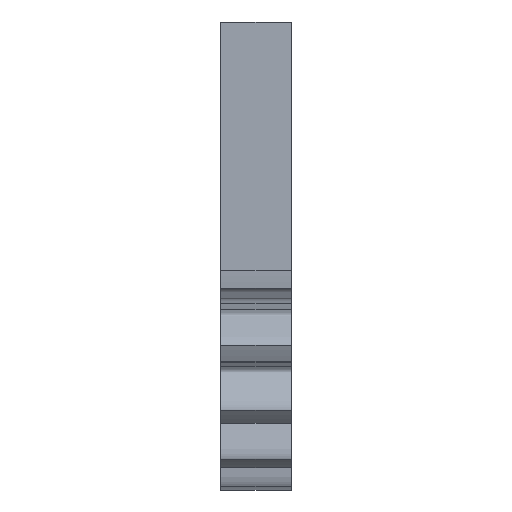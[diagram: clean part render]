
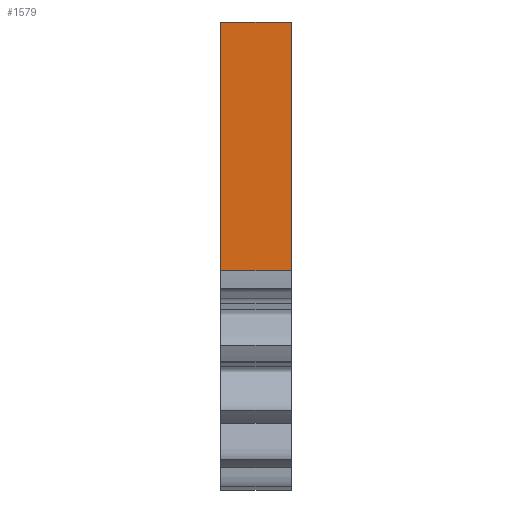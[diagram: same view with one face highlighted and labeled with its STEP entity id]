
A CAD part, top view. The second image highlights one B-rep face of the part: STEP entity #1579.
In plain terms, the highlighted planar face has unit normal (0, 0, 1).
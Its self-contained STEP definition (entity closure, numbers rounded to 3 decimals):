
#247 = DIRECTION ( 'NONE',  ( -1., 0., 0. ) ) ;
#363 = PLANE ( 'NONE',  #1097 ) ;
#395 = ORIENTED_EDGE ( 'NONE', *, *, #1058, .T. ) ;
#407 = LINE ( 'NONE', #889, #1493 ) ;
#499 = VERTEX_POINT ( 'NONE', #748 ) ;
#565 = EDGE_CURVE ( 'NONE', #1105, #1196, #957, .T. ) ;
#589 = ORIENTED_EDGE ( 'NONE', *, *, #565, .F. ) ;
#627 = CARTESIAN_POINT ( 'NONE',  ( 40., -12.739, 16.483 ) ) ;
#636 = CARTESIAN_POINT ( 'NONE',  ( 45., -12.739, 16.483 ) ) ;
#710 = VERTEX_POINT ( 'NONE', #794 ) ;
#722 = LINE ( 'NONE', #1523, #970 ) ;
#732 = CARTESIAN_POINT ( 'NONE',  ( 40., 5., 16.483 ) ) ;
#745 = DIRECTION ( 'NONE',  ( 0., -1., 0. ) ) ;
#748 = CARTESIAN_POINT ( 'NONE',  ( 45., 5., 16.483 ) ) ;
#758 = LINE ( 'NONE', #636, #1300 ) ;
#794 = CARTESIAN_POINT ( 'NONE',  ( 45., -12.739, 16.483 ) ) ;
#877 = FACE_OUTER_BOUND ( 'NONE', #1223, .T. ) ;
#889 = CARTESIAN_POINT ( 'NONE',  ( 40., 5., 16.483 ) ) ;
#896 = DIRECTION ( 'NONE',  ( 1., 0., 0. ) ) ;
#957 = LINE ( 'NONE', #627, #1048 ) ;
#970 = VECTOR ( 'NONE', #247, 1000. ) ;
#993 = CARTESIAN_POINT ( 'NONE',  ( 40., -12.739, 16.483 ) ) ;
#1048 = VECTOR ( 'NONE', #1494, 1000. ) ;
#1058 = EDGE_CURVE ( 'NONE', #710, #499, #758, .T. ) ;
#1097 = AXIS2_PLACEMENT_3D ( 'NONE', #1388, #1215, #745 ) ;
#1105 = VERTEX_POINT ( 'NONE', #993 ) ;
#1116 = EDGE_CURVE ( 'NONE', #710, #1105, #722, .T. ) ;
#1138 = DIRECTION ( 'NONE',  ( 0., 1., 0. ) ) ;
#1196 = VERTEX_POINT ( 'NONE', #732 ) ;
#1215 = DIRECTION ( 'NONE',  ( 0., 0., 1. ) ) ;
#1223 = EDGE_LOOP ( 'NONE', ( #589, #1608, #395, #1562 ) ) ;
#1300 = VECTOR ( 'NONE', #1138, 1000. ) ;
#1343 = EDGE_CURVE ( 'NONE', #1196, #499, #407, .T. ) ;
#1388 = CARTESIAN_POINT ( 'NONE',  ( 45., -12.739, 16.483 ) ) ;
#1493 = VECTOR ( 'NONE', #896, 1000. ) ;
#1494 = DIRECTION ( 'NONE',  ( 0., 1., 0. ) ) ;
#1523 = CARTESIAN_POINT ( 'NONE',  ( 45., -12.739, 16.483 ) ) ;
#1562 = ORIENTED_EDGE ( 'NONE', *, *, #1343, .F. ) ;
#1579 = ADVANCED_FACE ( 'NONE', ( #877 ), #363, .T. ) ;
#1608 = ORIENTED_EDGE ( 'NONE', *, *, #1116, .F. ) ;
